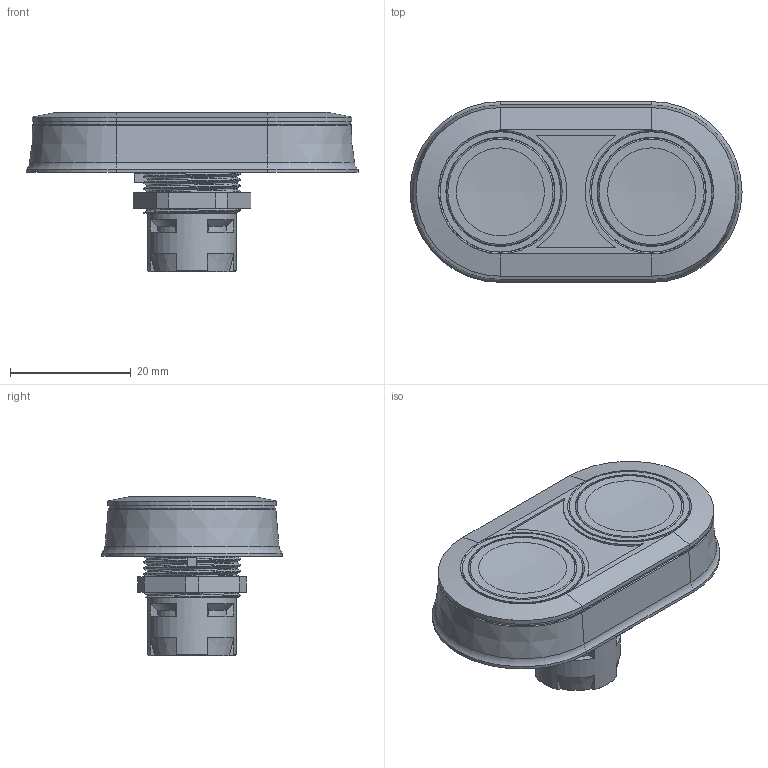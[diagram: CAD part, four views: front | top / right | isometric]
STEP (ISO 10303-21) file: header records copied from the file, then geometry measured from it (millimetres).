
FILE_DESCRIPTION(/* description */ (''),/* implementation_level */ '2;1');
FILE_NAME(/* name */ 'RRDTLR_ipt.stp',/* time_stamp */ '2017-05-10T15:34:17+02:00',/* author */ ('ahoffmann'),/* organization */ (''),/* preprocessor_version */ 'ST-DEVELOPER v16.1',/* originating_system */ 'Autodesk Inventor 2016',/* authorisation */ '');
FILE_SCHEMA (('AUTOMOTIVE_DESIGN { 1 0 10303 214 3 1 1 }'));
Length unit declared in the file: centimetre
Products named in the file (1): RRDTLR
Bounding box: 54.9 x 29.9 x 26.35 mm (x, y, z)
Volume: 14461.2 mm3; surface area: 7731 mm2
Topology: 1 solids, 6 shells, 262 faces, 655 edges, 431 vertices
Faces by surface type: plane 128, cylinder 87, cone 27, torus 11, bspline 7, sphere 2
Full cylindrical faces by diameter (mm): 12.1 x1, 14.7 x1, 16.15 x1, 17.8 x2, 18.05 x2, 19.9 x2, 20.05 x2, 23 x1
Entity records: 10043 total; most frequent: CARTESIAN_POINT 3821, DIRECTION 1332, ORIENTED_EDGE 1256, EDGE_CURVE 628, AXIS2_PLACEMENT_3D 527, VERTEX_POINT 421, EDGE_LOOP 307, LINE 278
